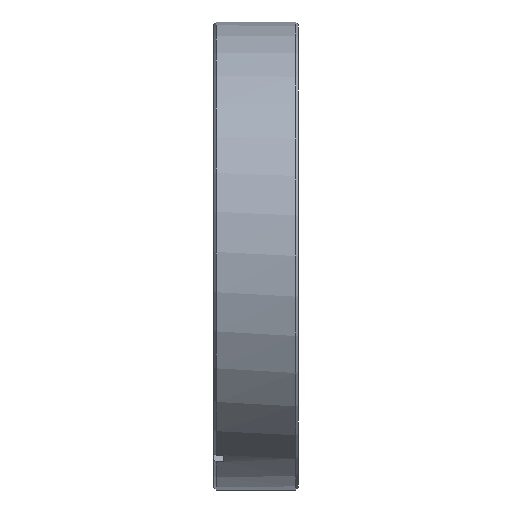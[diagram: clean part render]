
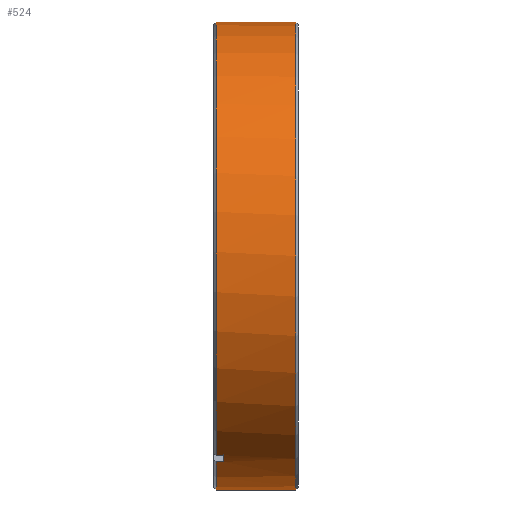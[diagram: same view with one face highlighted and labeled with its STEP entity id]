
A CAD part, left-side view. The second image highlights one B-rep face of the part: STEP entity #524.
In plain terms, the highlighted cylindrical face has radius 35 mm (diameter 70 mm), a partial arc.
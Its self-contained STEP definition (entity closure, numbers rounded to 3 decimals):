
#33 = CARTESIAN_POINT ( 'NONE',  ( -16.627, 31.392, -30.799 ) ) ;
#34 = VECTOR ( 'NONE', #1251, 1000. ) ;
#59 = EDGE_CURVE ( 'NONE', #117, #1400, #1115, .T. ) ;
#68 = LINE ( 'NONE', #1143, #34 ) ;
#95 = DIRECTION ( 'NONE',  ( 0., 0., -1. ) ) ;
#99 = EDGE_CURVE ( 'NONE', #167, #327, #1181, .T. ) ;
#103 = ORIENTED_EDGE ( 'NONE', *, *, #223, .F. ) ;
#110 = CIRCLE ( 'NONE', #860, 35. ) ;
#117 = VERTEX_POINT ( 'NONE', #646 ) ;
#137 = ORIENTED_EDGE ( 'NONE', *, *, #1168, .F. ) ;
#141 = EDGE_CURVE ( 'NONE', #502, #117, #68, .T. ) ;
#150 = CARTESIAN_POINT ( 'NONE',  ( 0., 31.392, 0. ) ) ;
#167 = VERTEX_POINT ( 'NONE', #974 ) ;
#170 = ORIENTED_EDGE ( 'NONE', *, *, #422, .T. ) ;
#198 = EDGE_CURVE ( 'NONE', #327, #911, #1018, .T. ) ;
#201 = CARTESIAN_POINT ( 'NONE',  ( -18.359, 11.2, -29.799 ) ) ;
#204 = CARTESIAN_POINT ( 'NONE',  ( -18.359, 31.392, -29.799 ) ) ;
#211 = DIRECTION ( 'NONE',  ( 0., 1., 0. ) ) ;
#223 = EDGE_CURVE ( 'NONE', #911, #1400, #1354, .T. ) ;
#273 = AXIS2_PLACEMENT_3D ( 'NONE', #1166, #395, #1070 ) ;
#286 = ORIENTED_EDGE ( 'NONE', *, *, #782, .T. ) ;
#287 = ORIENTED_EDGE ( 'NONE', *, *, #198, .F. ) ;
#327 = VERTEX_POINT ( 'NONE', #1193 ) ;
#329 = ORIENTED_EDGE ( 'NONE', *, *, #141, .T. ) ;
#330 = DIRECTION ( 'NONE',  ( 0., 1., 0. ) ) ;
#332 = VERTEX_POINT ( 'NONE', #591 ) ;
#378 = VERTEX_POINT ( 'NONE', #1233 ) ;
#395 = DIRECTION ( 'NONE',  ( 0., -1., 0. ) ) ;
#422 = EDGE_CURVE ( 'NONE', #167, #332, #806, .T. ) ;
#484 = DIRECTION ( 'NONE',  ( 0., -1., 0. ) ) ;
#498 = AXIS2_PLACEMENT_3D ( 'NONE', #1045, #211, #965 ) ;
#502 = VERTEX_POINT ( 'NONE', #898 ) ;
#524 = ADVANCED_FACE ( 'NONE', ( #740 ), #722, .T. ) ;
#591 = CARTESIAN_POINT ( 'NONE',  ( 0., 12.3, -35. ) ) ;
#646 = CARTESIAN_POINT ( 'NONE',  ( 0., 12.3, 35. ) ) ;
#651 = DIRECTION ( 'NONE',  ( 0., -1., 0. ) ) ;
#692 = ORIENTED_EDGE ( 'NONE', *, *, #99, .F. ) ;
#721 = AXIS2_PLACEMENT_3D ( 'NONE', #150, #1066, #1161 ) ;
#722 = CYLINDRICAL_SURFACE ( 'NONE', #721, 35. ) ;
#740 = FACE_OUTER_BOUND ( 'NONE', #1316, .T. ) ;
#753 = DIRECTION ( 'NONE',  ( 0., 1., 0. ) ) ;
#782 = EDGE_CURVE ( 'NONE', #378, #502, #110, .T. ) ;
#806 = CIRCLE ( 'NONE', #1127, 35. ) ;
#847 = DIRECTION ( 'NONE',  ( 0., 1., 0. ) ) ;
#855 = VECTOR ( 'NONE', #651, 1000. ) ;
#860 = AXIS2_PLACEMENT_3D ( 'NONE', #1417, #847, #95 ) ;
#898 = CARTESIAN_POINT ( 'NONE',  ( 0., 0.4, 35. ) ) ;
#911 = VERTEX_POINT ( 'NONE', #201 ) ;
#965 = DIRECTION ( 'NONE',  ( 0., 0., -1. ) ) ;
#974 = CARTESIAN_POINT ( 'NONE',  ( -16.627, 12.3, -30.799 ) ) ;
#1018 = CIRCLE ( 'NONE', #498, 35. ) ;
#1045 = CARTESIAN_POINT ( 'NONE',  ( 0., 11.2, 0. ) ) ;
#1048 = CARTESIAN_POINT ( 'NONE',  ( 0., 31.392, -35. ) ) ;
#1066 = DIRECTION ( 'NONE',  ( 0., 1., 0. ) ) ;
#1070 = DIRECTION ( 'NONE',  ( 0., 0., 1. ) ) ;
#1115 = CIRCLE ( 'NONE', #273, 35. ) ;
#1127 = AXIS2_PLACEMENT_3D ( 'NONE', #1141, #484, #1261 ) ;
#1141 = CARTESIAN_POINT ( 'NONE',  ( 0., 12.3, 0. ) ) ;
#1143 = CARTESIAN_POINT ( 'NONE',  ( 0., 31.392, 35. ) ) ;
#1161 = DIRECTION ( 'NONE',  ( 0., 0., 1. ) ) ;
#1166 = CARTESIAN_POINT ( 'NONE',  ( 0., 12.3, 0. ) ) ;
#1168 = EDGE_CURVE ( 'NONE', #378, #332, #1405, .T. ) ;
#1181 = LINE ( 'NONE', #33, #855 ) ;
#1185 = ORIENTED_EDGE ( 'NONE', *, *, #59, .T. ) ;
#1193 = CARTESIAN_POINT ( 'NONE',  ( -16.627, 11.2, -30.799 ) ) ;
#1233 = CARTESIAN_POINT ( 'NONE',  ( 0., 0.4, -35. ) ) ;
#1251 = DIRECTION ( 'NONE',  ( 0., 1., 0. ) ) ;
#1261 = DIRECTION ( 'NONE',  ( 0., 0., 1. ) ) ;
#1316 = EDGE_LOOP ( 'NONE', ( #137, #286, #329, #1185, #103, #287, #692, #170 ) ) ;
#1353 = VECTOR ( 'NONE', #330, 1000. ) ;
#1354 = LINE ( 'NONE', #204, #1353 ) ;
#1384 = VECTOR ( 'NONE', #753, 1000. ) ;
#1388 = CARTESIAN_POINT ( 'NONE',  ( -18.359, 12.3, -29.799 ) ) ;
#1400 = VERTEX_POINT ( 'NONE', #1388 ) ;
#1405 = LINE ( 'NONE', #1048, #1384 ) ;
#1417 = CARTESIAN_POINT ( 'NONE',  ( 0., 0.4, 0. ) ) ;
